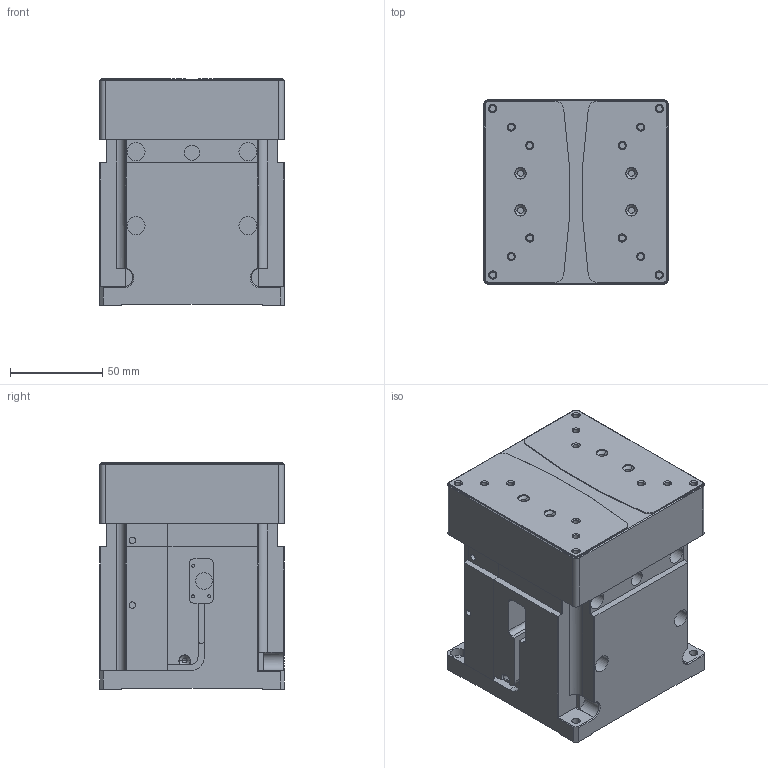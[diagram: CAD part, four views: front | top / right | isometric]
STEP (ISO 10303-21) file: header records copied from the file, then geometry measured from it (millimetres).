
FILE_DESCRIPTION (( 'STEP AP203' ), '1' );
FILE_NAME ('vs4-1025_cust.STEP', '2023-02-01T08:40:22', ( '' ), ( '' ), 'SwSTEP 2.0', 'SolidWorks 2020', '' );
FILE_SCHEMA (( 'CONFIG_CONTROL_DESIGN' ));
Length unit declared in the file: millimetre
Products named in the file (1): vs4-1025_cust
Bounding box: 100 x 100 x 122.5 mm (x, y, z)
Surface area: 189599.3 mm2
Topology: 11 solids, 15 shells, 926 faces, 2351 edges, 1487 vertices
Faces by surface type: plane 456, cylinder 284, cone 154, torus 32
Entity records: 28835 total; most frequent: CARTESIAN_POINT 5883, DIRECTION 4864, ORIENTED_EDGE 4662, EDGE_CURVE 2331, AXIS2_PLACEMENT_3D 1708, VERTEX_POINT 1487, LINE 1448, VECTOR 1448
